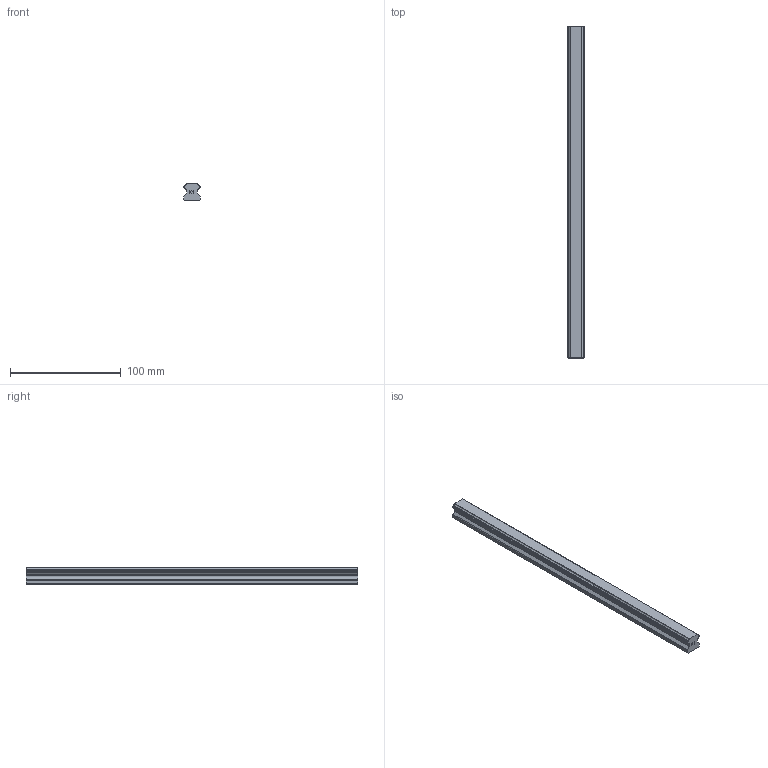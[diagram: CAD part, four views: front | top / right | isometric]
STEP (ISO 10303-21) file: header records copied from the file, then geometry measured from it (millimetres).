
FILE_DESCRIPTION(('STEP AP214'),'1');
FILE_NAME('cctmp_E8032267-E0EA-46C2-9F00-01C409E79264_2021_01_19_13_48_17_0669..stp','2021-01-19T12:48:17',('HIWIN GmbH'),('CADClick - www.CADClick.com'),'Spatial InterOp 3D',' ','unknown authorization');
FILE_SCHEMA(('AUTOMOTIVE_DESIGN'));
Length unit declared in the file: millimetre
Products named in the file (1): HGR15T300C_FILE
Bounding box: 15 x 300 x 15 mm (x, y, z)
Volume: 56313.7 mm3; surface area: 19371 mm2
Topology: 1 solids, 1 shells, 135 faces, 377 edges, 243 vertices
Faces by surface type: plane 89, cylinder 36, cone 10
Entity records: 5337 total; most frequent: CARTESIAN_POINT 746, ORIENTED_EDGE 734, DIRECTION 711, EDGE_CURVE 367, LINE 295, VECTOR 295, VERTEX_POINT 243, AXIS2_PLACEMENT_3D 208
